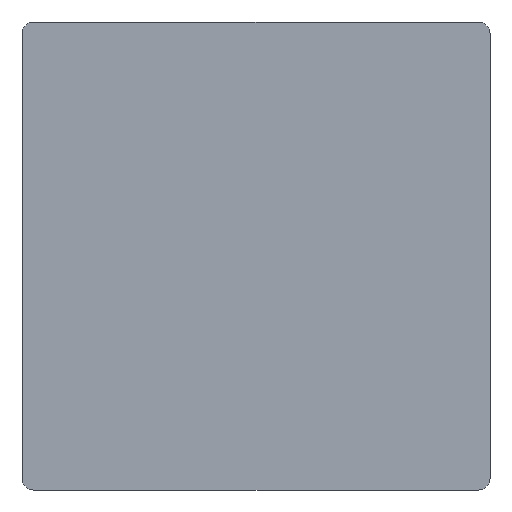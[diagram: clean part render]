
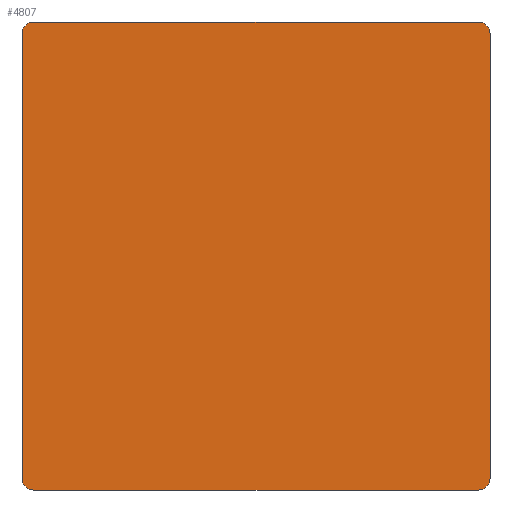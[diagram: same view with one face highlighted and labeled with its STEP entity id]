
A CAD part, front view. The second image highlights one B-rep face of the part: STEP entity #4807.
In plain terms, the highlighted planar face has unit normal (0, -1, 0).
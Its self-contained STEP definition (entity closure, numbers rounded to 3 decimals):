
#66 = EDGE_CURVE ( 'NONE', #1908, #2341, #4470, .T. ) ;
#138 = CARTESIAN_POINT ( 'NONE',  ( -93., -3., 98. ) ) ;
#145 = ORIENTED_EDGE ( 'NONE', *, *, #66, .T. ) ;
#150 = EDGE_CURVE ( 'NONE', #513, #5740, #2077, .T. ) ;
#233 = CARTESIAN_POINT ( 'NONE',  ( -98., -3., -93. ) ) ;
#416 = DIRECTION ( 'NONE',  ( 0., 0., -1. ) ) ;
#420 = DIRECTION ( 'NONE',  ( 0., 0., -1. ) ) ;
#455 = CARTESIAN_POINT ( 'NONE',  ( -93., -3., -93. ) ) ;
#459 = AXIS2_PLACEMENT_3D ( 'NONE', #1965, #3650, #1486 ) ;
#513 = VERTEX_POINT ( 'NONE', #138 ) ;
#514 = CARTESIAN_POINT ( 'NONE',  ( 0., -3., 98. ) ) ;
#527 = LINE ( 'NONE', #5782, #5044 ) ;
#533 = DIRECTION ( 'NONE',  ( 0., -1., 0. ) ) ;
#567 = EDGE_CURVE ( 'NONE', #513, #4045, #5274, .T. ) ;
#697 = EDGE_CURVE ( 'NONE', #2969, #4045, #2408, .T. ) ;
#786 = CIRCLE ( 'NONE', #459, 5. ) ;
#934 = LINE ( 'NONE', #1924, #5299 ) ;
#1011 = FACE_OUTER_BOUND ( 'NONE', #5377, .T. ) ;
#1046 = ORIENTED_EDGE ( 'NONE', *, *, #6220, .F. ) ;
#1196 = DIRECTION ( 'NONE',  ( 0., -1., 0. ) ) ;
#1297 = EDGE_CURVE ( 'NONE', #2341, #6622, #527, .T. ) ;
#1352 = CARTESIAN_POINT ( 'NONE',  ( -93., -3., -98. ) ) ;
#1388 = DIRECTION ( 'NONE',  ( 0., 0., -1. ) ) ;
#1442 = DIRECTION ( 'NONE',  ( 0., -1., 0. ) ) ;
#1486 = DIRECTION ( 'NONE',  ( 0., 0., -1. ) ) ;
#1596 = CARTESIAN_POINT ( 'NONE',  ( 0., -3., 0. ) ) ;
#1619 = VERTEX_POINT ( 'NONE', #4102 ) ;
#1658 = AXIS2_PLACEMENT_3D ( 'NONE', #1596, #533, #2613 ) ;
#1675 = DIRECTION ( 'NONE',  ( 0., 0., -1. ) ) ;
#1908 = VERTEX_POINT ( 'NONE', #233 ) ;
#1924 = CARTESIAN_POINT ( 'NONE',  ( 98., -3., 0. ) ) ;
#1965 = CARTESIAN_POINT ( 'NONE',  ( 93., -3., -93. ) ) ;
#2077 = CIRCLE ( 'NONE', #3712, 5. ) ;
#2282 = ORIENTED_EDGE ( 'NONE', *, *, #4481, .T. ) ;
#2341 = VERTEX_POINT ( 'NONE', #1352 ) ;
#2408 = CIRCLE ( 'NONE', #5150, 5. ) ;
#2586 = CARTESIAN_POINT ( 'NONE',  ( 93., -3., 93. ) ) ;
#2613 = DIRECTION ( 'NONE',  ( 0., 0., -1. ) ) ;
#2633 = CARTESIAN_POINT ( 'NONE',  ( -93., -3., 93. ) ) ;
#2788 = CARTESIAN_POINT ( 'NONE',  ( -98., -3., 93. ) ) ;
#2969 = VERTEX_POINT ( 'NONE', #5539 ) ;
#3486 = CARTESIAN_POINT ( 'NONE',  ( 93., -3., -98. ) ) ;
#3556 = LINE ( 'NONE', #4105, #5676 ) ;
#3598 = AXIS2_PLACEMENT_3D ( 'NONE', #455, #1442, #416 ) ;
#3650 = DIRECTION ( 'NONE',  ( 0., -1., 0. ) ) ;
#3684 = EDGE_CURVE ( 'NONE', #6622, #1619, #786, .T. ) ;
#3712 = AXIS2_PLACEMENT_3D ( 'NONE', #2633, #1196, #1675 ) ;
#3827 = VECTOR ( 'NONE', #5308, 1000. ) ;
#3862 = ORIENTED_EDGE ( 'NONE', *, *, #1297, .T. ) ;
#3993 = ORIENTED_EDGE ( 'NONE', *, *, #567, .F. ) ;
#4045 = VERTEX_POINT ( 'NONE', #4990 ) ;
#4102 = CARTESIAN_POINT ( 'NONE',  ( 98., -3., -93. ) ) ;
#4105 = CARTESIAN_POINT ( 'NONE',  ( -98., -3., 0. ) ) ;
#4470 = CIRCLE ( 'NONE', #3598, 5. ) ;
#4481 = EDGE_CURVE ( 'NONE', #5740, #1908, #3556, .T. ) ;
#4632 = DIRECTION ( 'NONE',  ( 0., 0., -1. ) ) ;
#4771 = ORIENTED_EDGE ( 'NONE', *, *, #697, .T. ) ;
#4807 = ADVANCED_FACE ( 'NONE', ( #1011 ), #5165, .T. ) ;
#4990 = CARTESIAN_POINT ( 'NONE',  ( 93., -3., 98. ) ) ;
#5044 = VECTOR ( 'NONE', #5855, 1000. ) ;
#5101 = DIRECTION ( 'NONE',  ( 0., -1., 0. ) ) ;
#5150 = AXIS2_PLACEMENT_3D ( 'NONE', #2586, #5101, #1388 ) ;
#5165 = PLANE ( 'NONE',  #1658 ) ;
#5274 = LINE ( 'NONE', #514, #3827 ) ;
#5299 = VECTOR ( 'NONE', #420, 1000. ) ;
#5308 = DIRECTION ( 'NONE',  ( 1., 0., 0. ) ) ;
#5374 = ORIENTED_EDGE ( 'NONE', *, *, #3684, .T. ) ;
#5377 = EDGE_LOOP ( 'NONE', ( #2282, #145, #3862, #5374, #1046, #4771, #3993, #6650 ) ) ;
#5539 = CARTESIAN_POINT ( 'NONE',  ( 98., -3., 93. ) ) ;
#5676 = VECTOR ( 'NONE', #4632, 1000. ) ;
#5740 = VERTEX_POINT ( 'NONE', #2788 ) ;
#5782 = CARTESIAN_POINT ( 'NONE',  ( 0., -3., -98. ) ) ;
#5855 = DIRECTION ( 'NONE',  ( 1., 0., 0. ) ) ;
#6220 = EDGE_CURVE ( 'NONE', #2969, #1619, #934, .T. ) ;
#6622 = VERTEX_POINT ( 'NONE', #3486 ) ;
#6650 = ORIENTED_EDGE ( 'NONE', *, *, #150, .T. ) ;
